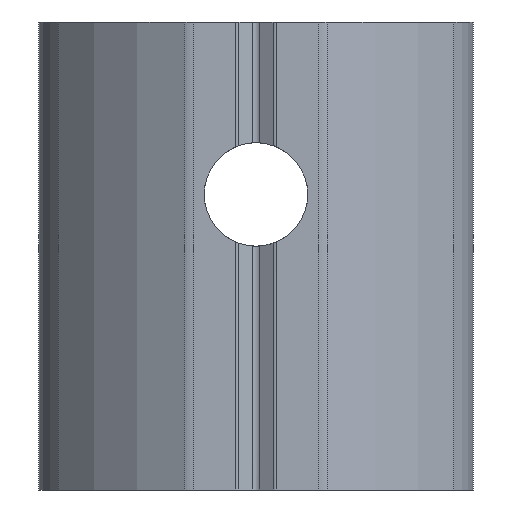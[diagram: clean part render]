
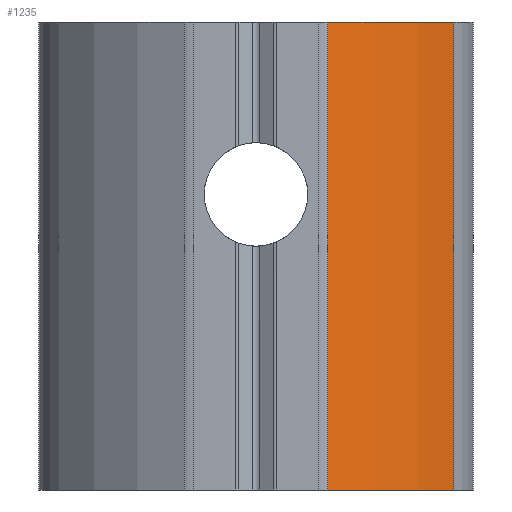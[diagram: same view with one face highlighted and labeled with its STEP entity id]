
A CAD part, front view. The second image highlights one B-rep face of the part: STEP entity #1235.
In plain terms, the highlighted cylindrical face has radius 12.4 mm (diameter 24.8 mm), a partial arc.
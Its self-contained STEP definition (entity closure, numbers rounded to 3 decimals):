
#25 = AXIS2_PLACEMENT_3D ( 'NONE', #1095, #605, #415 ) ;
#102 = VECTOR ( 'NONE', #482, 1000. ) ;
#140 = CARTESIAN_POINT ( 'NONE',  ( 8.034, 3.946, -19. ) ) ;
#152 = CARTESIAN_POINT ( 'NONE',  ( 2.91, 0.073, -19. ) ) ;
#234 = ORIENTED_EDGE ( 'NONE', *, *, #494, .F. ) ;
#254 = DIRECTION ( 'NONE',  ( 0., 0., 1. ) ) ;
#263 = CARTESIAN_POINT ( 'NONE',  ( -1.75, 11.564, -19. ) ) ;
#266 = AXIS2_PLACEMENT_3D ( 'NONE', #768, #886, #686 ) ;
#267 = VERTEX_POINT ( 'NONE', #140 ) ;
#303 = ORIENTED_EDGE ( 'NONE', *, *, #789, .T. ) ;
#359 = VERTEX_POINT ( 'NONE', #1036 ) ;
#387 = CIRCLE ( 'NONE', #25, 12.4 ) ;
#415 = DIRECTION ( 'NONE',  ( -1., 0., 0. ) ) ;
#427 = EDGE_LOOP ( 'NONE', ( #1240, #234, #303, #612 ) ) ;
#459 = CARTESIAN_POINT ( 'NONE',  ( 8.034, 3.946, -19. ) ) ;
#482 = DIRECTION ( 'NONE',  ( 0., 0., 1. ) ) ;
#485 = EDGE_CURVE ( 'NONE', #267, #359, #1238, .T. ) ;
#494 = EDGE_CURVE ( 'NONE', #1142, #1060, #641, .T. ) ;
#605 = DIRECTION ( 'NONE',  ( 0., 0., 1. ) ) ;
#612 = ORIENTED_EDGE ( 'NONE', *, *, #485, .T. ) ;
#641 = LINE ( 'NONE', #152, #102 ) ;
#686 = DIRECTION ( 'NONE',  ( 1., 0., 0. ) ) ;
#696 = AXIS2_PLACEMENT_3D ( 'NONE', #263, #1048, #1043 ) ;
#735 = VECTOR ( 'NONE', #254, 1000. ) ;
#768 = CARTESIAN_POINT ( 'NONE',  ( -1.75, 11.564, -19. ) ) ;
#770 = CARTESIAN_POINT ( 'NONE',  ( 2.91, 0.073, 0. ) ) ;
#789 = EDGE_CURVE ( 'NONE', #1142, #267, #1007, .T. ) ;
#871 = CARTESIAN_POINT ( 'NONE',  ( 2.91, 0.073, -19. ) ) ;
#886 = DIRECTION ( 'NONE',  ( 0., 0., 1. ) ) ;
#895 = CYLINDRICAL_SURFACE ( 'NONE', #266, 12.4 ) ;
#952 = EDGE_CURVE ( 'NONE', #1060, #359, #387, .T. ) ;
#1007 = CIRCLE ( 'NONE', #696, 12.4 ) ;
#1036 = CARTESIAN_POINT ( 'NONE',  ( 8.034, 3.946, 0. ) ) ;
#1043 = DIRECTION ( 'NONE',  ( -1., 0., 0. ) ) ;
#1048 = DIRECTION ( 'NONE',  ( 0., 0., 1. ) ) ;
#1060 = VERTEX_POINT ( 'NONE', #770 ) ;
#1095 = CARTESIAN_POINT ( 'NONE',  ( -1.75, 11.564, 0. ) ) ;
#1142 = VERTEX_POINT ( 'NONE', #871 ) ;
#1174 = FACE_OUTER_BOUND ( 'NONE', #427, .T. ) ;
#1235 = ADVANCED_FACE ( 'NONE', ( #1174 ), #895, .T. ) ;
#1238 = LINE ( 'NONE', #459, #735 ) ;
#1240 = ORIENTED_EDGE ( 'NONE', *, *, #952, .F. ) ;
